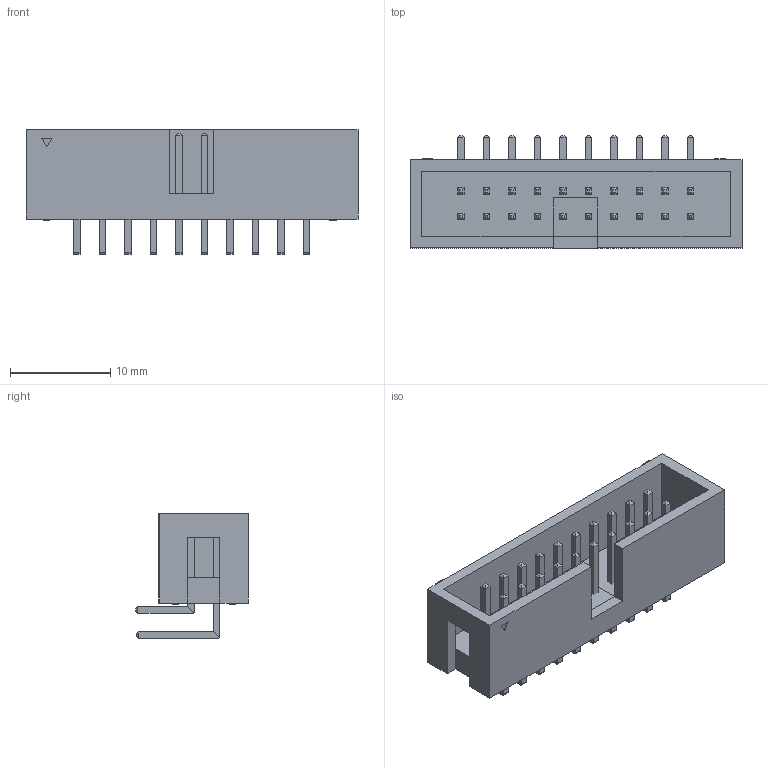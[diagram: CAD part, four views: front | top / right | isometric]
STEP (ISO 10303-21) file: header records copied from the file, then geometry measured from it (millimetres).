
FILE_DESCRIPTION(('FreeCAD Model'),'2;1');
FILE_NAME('ml_20_l.stp','2015-04-11T15:47:42',( 'FreeCAD'),('FreeCAD'),'Open CASCADE STEP processor 6.7','FreeCAD', 'Unknown');
FILE_SCHEMA(('AUTOMOTIVE_DESIGN_CC2 { 1 2 10303 214 -1 1 5 4 }'));
Length unit declared in the file: millimetre
Products named in the file (2): LinearPattern001; Array
Bounding box: 33.05 x 11.17 x 12.42 mm (x, y, z)
Volume: 1371.3 mm3; surface area: 2651.2 mm2
Topology: 21 solids, 21 shells, 528 faces, 1197 edges, 714 vertices
Faces by surface type: plane 484, cylinder 44
Full cylindrical faces by diameter (mm): 0.6 x4
Entity records: 30607 total; most frequent: CARTESIAN_POINT 5378, DIRECTION 4713, LINE 3239, VECTOR 3239, ORIENTED_EDGE 2394, PCURVE 2394, DEFINITIONAL_REPRESENTATION 2394, EDGE_CURVE 1197
